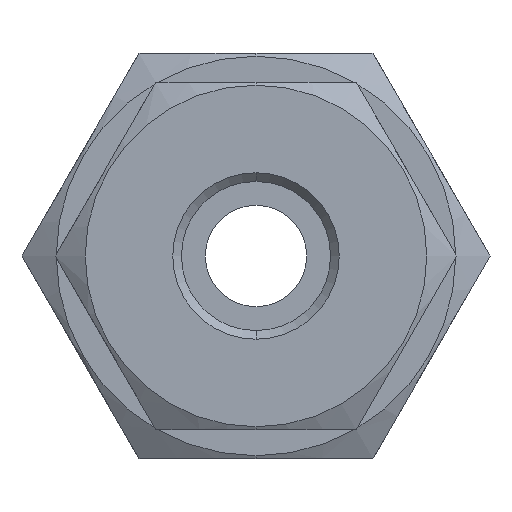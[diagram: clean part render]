
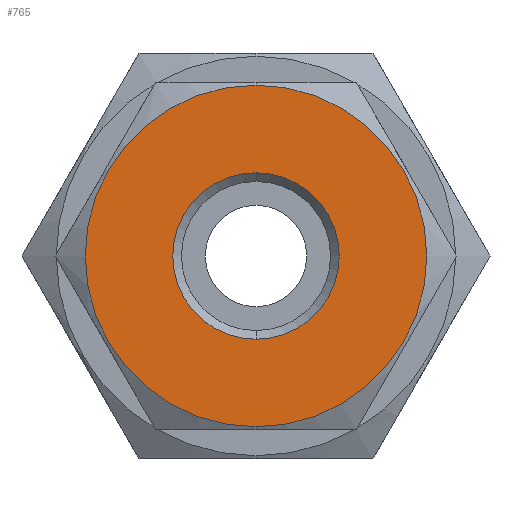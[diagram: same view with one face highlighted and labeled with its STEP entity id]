
A CAD part, front view. The second image highlights one B-rep face of the part: STEP entity #765.
In plain terms, the highlighted planar face has unit normal (0, -1, 0).
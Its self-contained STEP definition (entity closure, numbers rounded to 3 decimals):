
#98 = CARTESIAN_POINT ( 'NONE',  ( 0., -7.403, 0. ) ) ;
#99 = DIRECTION ( 'NONE',  ( 0., 1., 0. ) ) ;
#100 = DIRECTION ( 'NONE',  ( 0., 0., -1. ) ) ;
#111 = CARTESIAN_POINT ( 'NONE',  ( 0., -7.403, 0. ) ) ;
#112 = DIRECTION ( 'NONE',  ( 0., -1., 0. ) ) ;
#113 = DIRECTION ( 'NONE',  ( 0., 0., 1. ) ) ;
#376 = CARTESIAN_POINT ( 'NONE',  ( 0., -7.403, -5.9 ) ) ;
#408 = CARTESIAN_POINT ( 'NONE',  ( 0., -7.403, -2.875 ) ) ;
#409 = CARTESIAN_POINT ( 'NONE',  ( 0., -7.403, 2.875 ) ) ;
#410 = CARTESIAN_POINT ( 'NONE',  ( 0., -7.403, 5.9 ) ) ;
#722 = EDGE_CURVE ( 'NONE', #1270, #1271, #2302, .T. ) ;
#724 = EDGE_CURVE ( 'NONE', #1007, #1272, #2290, .T. ) ;
#765 = ADVANCED_FACE ( 'NONE', ( #1126, #1125 ), #2719, .F. ) ;
#839 = EDGE_CURVE ( 'NONE', #1271, #1270, #2107, .T. ) ;
#842 = EDGE_CURVE ( 'NONE', #1272, #1007, #2088, .T. ) ;
#1007 = VERTEX_POINT ( 'NONE', #376 ) ;
#1125 = FACE_OUTER_BOUND ( 'NONE', #1422, .T. ) ;
#1126 = FACE_BOUND ( 'NONE', #1421, .T. ) ;
#1270 = VERTEX_POINT ( 'NONE', #408 ) ;
#1271 = VERTEX_POINT ( 'NONE', #409 ) ;
#1272 = VERTEX_POINT ( 'NONE', #410 ) ;
#1299 = ORIENTED_EDGE ( 'NONE', *, *, #724, .T. ) ;
#1300 = ORIENTED_EDGE ( 'NONE', *, *, #842, .T. ) ;
#1301 = ORIENTED_EDGE ( 'NONE', *, *, #722, .T. ) ;
#1302 = ORIENTED_EDGE ( 'NONE', *, *, #839, .T. ) ;
#1421 = EDGE_LOOP ( 'NONE', ( #1302, #1301 ) ) ;
#1422 = EDGE_LOOP ( 'NONE', ( #1299, #1300 ) ) ;
#2086 = AXIS2_PLACEMENT_3D ( 'NONE', #2338, #2339, #2340 ) ;
#2088 = CIRCLE ( 'NONE', #2086, 5.9 ) ;
#2090 = AXIS2_PLACEMENT_3D ( 'NONE', #2331, #2332, #2333 ) ;
#2107 = CIRCLE ( 'NONE', #2090, 2.875 ) ;
#2227 = AXIS2_PLACEMENT_3D ( 'NONE', #2720, #2721, #2722 ) ;
#2288 = AXIS2_PLACEMENT_3D ( 'NONE', #111, #112, #113 ) ;
#2289 = AXIS2_PLACEMENT_3D ( 'NONE', #98, #99, #100 ) ;
#2290 = CIRCLE ( 'NONE', #2288, 5.9 ) ;
#2302 = CIRCLE ( 'NONE', #2289, 2.875 ) ;
#2331 = CARTESIAN_POINT ( 'NONE',  ( 0., -7.403, 0. ) ) ;
#2332 = DIRECTION ( 'NONE',  ( 0., 1., 0. ) ) ;
#2333 = DIRECTION ( 'NONE',  ( 0., 0., -1. ) ) ;
#2338 = CARTESIAN_POINT ( 'NONE',  ( 0., -7.403, 0. ) ) ;
#2339 = DIRECTION ( 'NONE',  ( 0., -1., 0. ) ) ;
#2340 = DIRECTION ( 'NONE',  ( 0., 0., 1. ) ) ;
#2719 = PLANE ( 'NONE',  #2227 ) ;
#2720 = CARTESIAN_POINT ( 'NONE',  ( -5.9, -7.403, 0. ) ) ;
#2721 = DIRECTION ( 'NONE',  ( 0., 1., 0. ) ) ;
#2722 = DIRECTION ( 'NONE',  ( 0., 0., -1. ) ) ;
